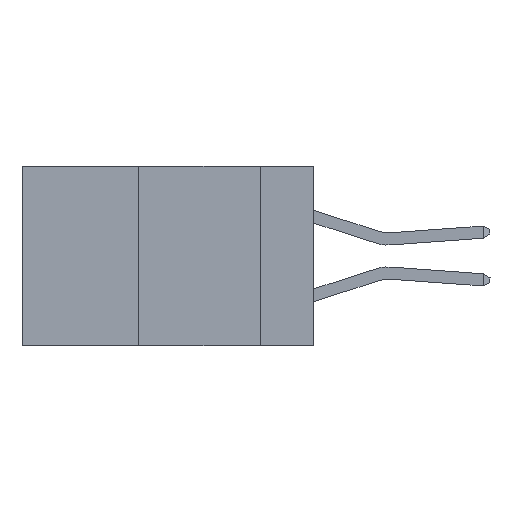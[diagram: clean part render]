
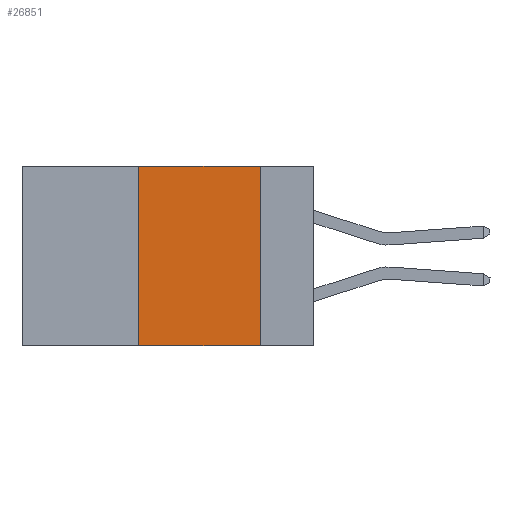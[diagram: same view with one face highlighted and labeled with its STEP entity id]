
A CAD part, left-side view. The second image highlights one B-rep face of the part: STEP entity #26851.
In plain terms, the highlighted planar face has unit normal (-1, 0, 0).
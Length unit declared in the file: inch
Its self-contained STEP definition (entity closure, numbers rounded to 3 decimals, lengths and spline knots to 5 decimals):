
#183 = VERTEX_POINT ( 'NONE', #7333 ) ;
#409 = VECTOR ( 'NONE', #17216, 39.37008 ) ;
#1840 = CARTESIAN_POINT ( 'NONE',  ( 0., 0.6, -0.37 ) ) ;
#2120 = EDGE_CURVE ( 'NONE', #25144, #183, #20214, .T. ) ;
#3829 = DIRECTION ( 'NONE',  ( 0., 0., -1. ) ) ;
#4991 = VECTOR ( 'NONE', #5638, 39.37008 ) ;
#5638 = DIRECTION ( 'NONE',  ( 0., 0., 1. ) ) ;
#6258 = CARTESIAN_POINT ( 'NONE',  ( 0., 0.11, 0. ) ) ;
#6554 = DIRECTION ( 'NONE',  ( 0., -1., 0. ) ) ;
#6600 = VERTEX_POINT ( 'NONE', #6783 ) ;
#6783 = CARTESIAN_POINT ( 'NONE',  ( 0., 0.11, -0.37 ) ) ;
#6981 = DIRECTION ( 'NONE',  ( 1., 0., 0. ) ) ;
#7333 = CARTESIAN_POINT ( 'NONE',  ( 0., 0.36, 0. ) ) ;
#7465 = EDGE_LOOP ( 'NONE', ( #26395, #22978, #21092, #27183 ) ) ;
#8735 = LINE ( 'NONE', #1840, #409 ) ;
#8809 = FACE_OUTER_BOUND ( 'NONE', #7465, .T. ) ;
#10748 = EDGE_CURVE ( 'NONE', #16258, #6600, #15142, .T. ) ;
#15142 = LINE ( 'NONE', #6258, #18265 ) ;
#15919 = CARTESIAN_POINT ( 'NONE',  ( 0., 0.6, 0. ) ) ;
#16005 = DIRECTION ( 'NONE',  ( 0., 0., -1. ) ) ;
#16258 = VERTEX_POINT ( 'NONE', #26287 ) ;
#17216 = DIRECTION ( 'NONE',  ( 0., -1., 0. ) ) ;
#17999 = EDGE_CURVE ( 'NONE', #183, #16258, #26783, .T. ) ;
#18265 = VECTOR ( 'NONE', #3829, 39.37008 ) ;
#18559 = VECTOR ( 'NONE', #6554, 39.37008 ) ;
#20214 = LINE ( 'NONE', #23859, #4991 ) ;
#20292 = PLANE ( 'NONE',  #25179 ) ;
#20347 = EDGE_CURVE ( 'NONE', #25144, #6600, #8735, .T. ) ;
#21092 = ORIENTED_EDGE ( 'NONE', *, *, #2120, .F. ) ;
#22978 = ORIENTED_EDGE ( 'NONE', *, *, #17999, .F. ) ;
#23859 = CARTESIAN_POINT ( 'NONE',  ( 0., 0.36, 0. ) ) ;
#25144 = VERTEX_POINT ( 'NONE', #25563 ) ;
#25179 = AXIS2_PLACEMENT_3D ( 'NONE', #15919, #6981, #16005 ) ;
#25563 = CARTESIAN_POINT ( 'NONE',  ( 0., 0.36, -0.37 ) ) ;
#26287 = CARTESIAN_POINT ( 'NONE',  ( 0., 0.11, 0. ) ) ;
#26395 = ORIENTED_EDGE ( 'NONE', *, *, #10748, .F. ) ;
#26783 = LINE ( 'NONE', #28497, #18559 ) ;
#26851 = ADVANCED_FACE ( 'NONE', ( #8809 ), #20292, .F. ) ;
#27183 = ORIENTED_EDGE ( 'NONE', *, *, #20347, .T. ) ;
#28497 = CARTESIAN_POINT ( 'NONE',  ( 0., 0.6, 0. ) ) ;
